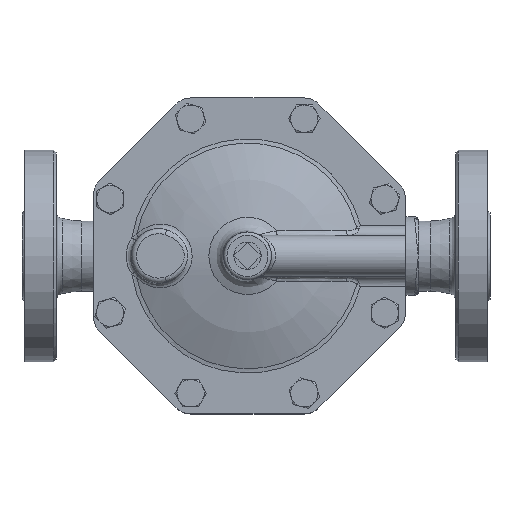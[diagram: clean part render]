
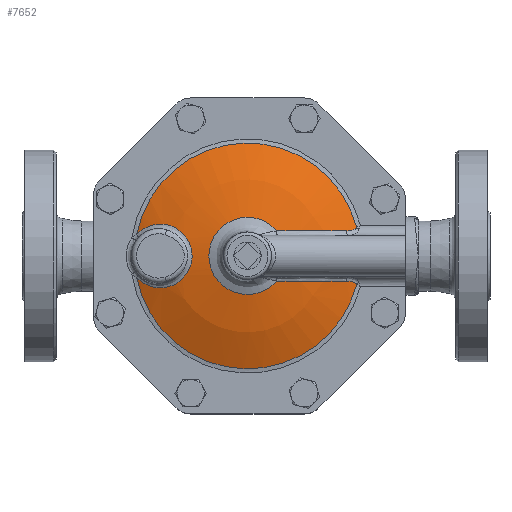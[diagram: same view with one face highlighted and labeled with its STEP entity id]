
A CAD part, top view. The second image highlights one B-rep face of the part: STEP entity #7652.
In plain terms, the highlighted spherical face has radius 160 mm.
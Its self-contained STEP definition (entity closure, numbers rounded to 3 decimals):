
#7216=CARTESIAN_POINT('',(-64.877,-12.508,17.035));
#7217=VERTEX_POINT('',#7216);
#7225=CARTESIAN_POINT('',(-64.877,12.508,17.035));
#7226=VERTEX_POINT('',#7225);
#7227=CARTESIAN_POINT('',(-64.877,-12.508,17.035));
#7228=CARTESIAN_POINT('',(-64.16,-13.301,17.287));
#7229=CARTESIAN_POINT('',(-62.981,-14.399,17.699));
#7230=CARTESIAN_POINT('',(-61.25,-15.636,18.301));
#7231=CARTESIAN_POINT('',(-59.44,-16.712,18.928));
#7232=CARTESIAN_POINT('',(-57.497,-17.553,19.599));
#7233=CARTESIAN_POINT('',(-55.491,-18.135,20.287));
#7234=CARTESIAN_POINT('',(-53.44,-18.548,20.989));
#7235=CARTESIAN_POINT('',(-51.51,-18.687,21.646));
#7236=CARTESIAN_POINT('',(-49.676,-18.613,22.267));
#7237=CARTESIAN_POINT('',(-48.635,-18.504,22.618));
#7238=CARTESIAN_POINT('',(-47.264,-18.283,23.08));
#7239=CARTESIAN_POINT('',(-45.642,-17.893,23.625));
#7240=CARTESIAN_POINT('',(-43.984,-17.288,24.179));
#7241=CARTESIAN_POINT('',(-42.703,-16.693,24.606));
#7242=CARTESIAN_POINT('',(-41.461,-16.028,25.019));
#7243=CARTESIAN_POINT('',(-39.977,-15.063,25.512));
#7244=CARTESIAN_POINT('',(-38.318,-13.691,26.06));
#7245=CARTESIAN_POINT('',(-37.072,-12.391,26.47));
#7246=CARTESIAN_POINT('',(-36.172,-11.273,26.766));
#7247=CARTESIAN_POINT('',(-34.913,-9.509,27.179));
#7248=CARTESIAN_POINT('',(-33.901,-7.537,27.51));
#7249=CARTESIAN_POINT('',(-33.2,-5.465,27.738));
#7250=CARTESIAN_POINT('',(-32.812,-4.052,27.865));
#7251=CARTESIAN_POINT('',(-32.482,-2.233,27.972));
#7252=CARTESIAN_POINT('',(-32.349,-0.015,28.016));
#7253=CARTESIAN_POINT('',(-32.477,2.18,27.974));
#7254=CARTESIAN_POINT('',(-32.865,4.365,27.848));
#7255=CARTESIAN_POINT('',(-33.402,6.13,27.672));
#7256=CARTESIAN_POINT('',(-33.949,7.485,27.494));
#7257=CARTESIAN_POINT('',(-34.569,8.796,27.291));
#7258=CARTESIAN_POINT('',(-35.491,10.371,26.989));
#7259=CARTESIAN_POINT('',(-36.586,11.821,26.63));
#7260=CARTESIAN_POINT('',(-37.552,12.893,26.312));
#7261=CARTESIAN_POINT('',(-38.568,13.896,25.977));
#7262=CARTESIAN_POINT('',(-39.94,15.036,25.524));
#7263=CARTESIAN_POINT('',(-41.733,16.208,24.929));
#7264=CARTESIAN_POINT('',(-43.638,17.16,24.295));
#7265=CARTESIAN_POINT('',(-46.265,18.123,23.417));
#7266=CARTESIAN_POINT('',(-49.048,18.637,22.48));
#7267=CARTESIAN_POINT('',(-51.497,18.667,21.65));
#7268=CARTESIAN_POINT('',(-52.88,18.569,21.179));
#7269=CARTESIAN_POINT('',(-54.609,18.349,20.59));
#7270=CARTESIAN_POINT('',(-56.49,17.892,19.945));
#7271=CARTESIAN_POINT('',(-58.459,17.136,19.267));
#7272=CARTESIAN_POINT('',(-59.876,16.451,18.777));
#7273=CARTESIAN_POINT('',(-61.243,15.641,18.303));
#7274=CARTESIAN_POINT('',(-62.979,14.4,17.699));
#7275=CARTESIAN_POINT('',(-64.16,13.301,17.287));
#7276=CARTESIAN_POINT('',(-64.877,12.508,17.035));
#7277=B_SPLINE_CURVE_WITH_KNOTS('',3,(#7227,#7228,#7229,#7230,#7231,#7232,#7233,#7234,#7235,#7236,#7237,#7238,#7239,#7240,#7241,#7242,#7243,#7244,#7245,#7246,#7247,#7248,#7249,#7250,#7251,#7252,#7253,#7254,#7255,#7256,#7257,#7258,#7259,#7260,#7261,#7262,#7263,#7264,#7265,#7266,#7267,#7268,#7269,#7270,#7271,#7272,#7273,#7274,#7275,#7276),.UNSPECIFIED.,.F.,.U.,(4,1,1,1,1,1,1,1,1,1,1,1,1,1,1,1,1,1,1,1,1,1,1,1,1,1,1,1,1,1,1,1,1,1,1,1,1,1,1,1,1,1,1,1,1,1,1,4),(-9.4,-9.064,-8.896,-8.728,-8.393,-8.225,-8.057,-7.721,-7.609,-7.47,-7.386,-7.162,-6.938,-6.826,-6.714,-6.49,-6.267,-6.043,-5.931,-5.819,-5.371,-5.259,-5.148,-4.924,-4.7,-4.476,-4.252,-4.029,-3.917,-3.805,-3.581,-3.357,-3.245,-3.133,-2.909,-2.686,-2.462,-2.238,-1.79,-1.567,-1.455,-1.343,-1.007,-0.839,-0.671,-0.504,-0.336,0.0),.UNSPECIFIED.);
#7278=EDGE_CURVE('',#7217,#7226,#7277,.T.);
#7506=CARTESIAN_POINT('',(63.991,-16.453,17.035));
#7507=VERTEX_POINT('',#7506);
#7518=CARTESIAN_POINT('',(0.,0.,17.035));
#7519=DIRECTION('',(0.0,0.0,-1.0));
#7520=DIRECTION('',(-1.0,0.0,0.0));
#7521=AXIS2_PLACEMENT_3D('',#7518,#7519,#7520);
#7522=CIRCLE('',#7521,66.072);
#7523=EDGE_CURVE('',#7507,#7217,#7522,.T.);
#7552=CARTESIAN_POINT('',(63.991,16.453,17.035));
#7553=VERTEX_POINT('',#7552);
#7554=CARTESIAN_POINT('',(0.,0.,17.035));
#7555=DIRECTION('',(0.0,0.0,-1.0));
#7556=DIRECTION('',(-1.0,0.0,0.0));
#7557=AXIS2_PLACEMENT_3D('',#7554,#7555,#7556);
#7558=CIRCLE('',#7557,66.072);
#7559=EDGE_CURVE('',#7226,#7553,#7558,.T.);
#7583=CARTESIAN_POINT('',(0.0,0.0,-128.685));
#7584=DIRECTION('',(0.0,0.0,1.0));
#7585=DIRECTION('',(1.0,0.0,0.0));
#7586=AXIS2_PLACEMENT_3D('',#7583,#7584,#7585);
#7587=SPHERICAL_SURFACE('',#7586,160.0);
#7588=ORIENTED_EDGE('',*,*,#7278,.F.);
#7589=ORIENTED_EDGE('',*,*,#7523,.F.);
#7590=CARTESIAN_POINT('',(57.965,-14.724,19.717));
#7591=VERTEX_POINT('',#7590);
#7592=CARTESIAN_POINT('',(57.965,-14.724,19.717));
#7593=CARTESIAN_POINT('',(58.35,-14.724,19.567));
#7594=CARTESIAN_POINT('',(58.969,-14.742,19.32));
#7595=CARTESIAN_POINT('',(59.894,-14.821,18.94));
#7596=CARTESIAN_POINT('',(60.733,-14.939,18.586));
#7597=CARTESIAN_POINT('',(61.478,-15.102,18.259));
#7598=CARTESIAN_POINT('',(62.06,-15.276,17.996));
#7599=CARTESIAN_POINT('',(62.523,-15.443,17.781));
#7600=CARTESIAN_POINT('',(62.939,-15.633,17.583));
#7601=CARTESIAN_POINT('',(63.334,-15.861,17.388));
#7602=CARTESIAN_POINT('',(63.677,-16.108,17.212));
#7603=CARTESIAN_POINT('',(63.896,-16.33,17.091));
#7604=CARTESIAN_POINT('',(63.991,-16.453,17.035));
#7605=B_SPLINE_CURVE_WITH_KNOTS('',3,(#7592,#7593,#7594,#7595,#7596,#7597,#7598,#7599,#7600,#7601,#7602,#7603,#7604),.UNSPECIFIED.,.F.,.U.,(4,1,1,1,1,1,1,1,1,1,4),(-0.707,-0.581,-0.505,-0.404,-0.303,-0.253,-0.202,-0.139,-0.101,-0.051,0.),.UNSPECIFIED.);
#7606=EDGE_CURVE('',#7591,#7507,#7605,.T.);
#7607=ORIENTED_EDGE('',*,*,#7606,.F.);
#7608=CARTESIAN_POINT('',(17.13,-14.724,29.712));
#7609=VERTEX_POINT('',#7608);
#7610=CARTESIAN_POINT('',(0.,-14.724,-128.685));
#7611=DIRECTION('',(0.,1.,0.));
#7612=DIRECTION('',(-0.108,0.,-0.994));
#7613=AXIS2_PLACEMENT_3D('',#7610,#7611,#7612);
#7614=CIRCLE('',#7613,159.321);
#7615=EDGE_CURVE('',#7609,#7591,#7614,.T.);
#7616=ORIENTED_EDGE('',*,*,#7615,.F.);
#7617=CARTESIAN_POINT('',(17.13,14.724,29.712));
#7618=VERTEX_POINT('',#7617);
#7619=CARTESIAN_POINT('',(0.,0.,29.712));
#7620=DIRECTION('',(0.0,0.0,1.0));
#7621=DIRECTION('',(-1.0,0.0,0.0));
#7622=AXIS2_PLACEMENT_3D('',#7619,#7620,#7621);
#7623=CIRCLE('',#7622,22.588);
#7624=EDGE_CURVE('',#7618,#7609,#7623,.T.);
#7625=ORIENTED_EDGE('',*,*,#7624,.F.);
#7626=CARTESIAN_POINT('',(57.965,14.724,19.717));
#7627=VERTEX_POINT('',#7626);
#7628=CARTESIAN_POINT('',(0.0,14.724,-128.685));
#7629=DIRECTION('',(0.0,-1.,0.0));
#7630=DIRECTION('',(-0.108,0.0,-0.994));
#7631=AXIS2_PLACEMENT_3D('',#7628,#7629,#7630);
#7632=CIRCLE('',#7631,159.321);
#7633=EDGE_CURVE('',#7627,#7618,#7632,.T.);
#7634=ORIENTED_EDGE('',*,*,#7633,.F.);
#7635=CARTESIAN_POINT('',(63.991,16.453,17.035));
#7636=CARTESIAN_POINT('',(63.896,16.33,17.091));
#7637=CARTESIAN_POINT('',(63.677,16.108,17.212));
#7638=CARTESIAN_POINT('',(63.303,15.838,17.404));
#7639=CARTESIAN_POINT('',(62.904,15.616,17.6));
#7640=CARTESIAN_POINT('',(62.349,15.369,17.864));
#7641=CARTESIAN_POINT('',(61.339,15.042,18.325));
#7642=CARTESIAN_POINT('',(60.278,14.861,18.781));
#7643=CARTESIAN_POINT('',(59.047,14.746,19.289));
#7644=CARTESIAN_POINT('',(58.427,14.724,19.537));
#7645=CARTESIAN_POINT('',(57.965,14.724,19.717));
#7646=B_SPLINE_CURVE_WITH_KNOTS('',3,(#7635,#7636,#7637,#7638,#7639,#7640,#7641,#7642,#7643,#7644,#7645),.UNSPECIFIED.,.F.,.U.,(4,1,1,1,1,1,1,1,4),(-0.707,-0.657,-0.606,-0.556,-0.505,-0.404,-0.202,-0.152,0.),.UNSPECIFIED.);
#7647=EDGE_CURVE('',#7553,#7627,#7646,.T.);
#7648=ORIENTED_EDGE('',*,*,#7647,.F.);
#7649=ORIENTED_EDGE('',*,*,#7559,.F.);
#7650=EDGE_LOOP('',(#7588,#7589,#7607,#7616,#7625,#7634,#7648,#7649));
#7651=FACE_OUTER_BOUND('',#7650,.T.);
#7652=ADVANCED_FACE('',(#7651),#7587,.T.);
